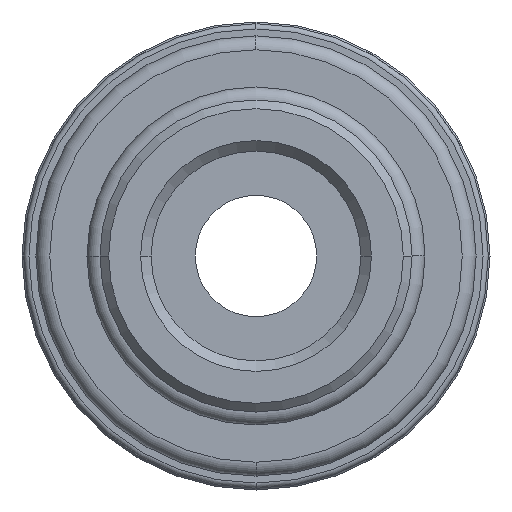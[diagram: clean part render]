
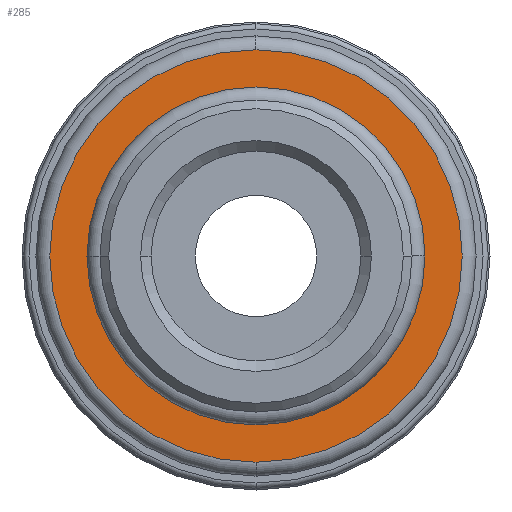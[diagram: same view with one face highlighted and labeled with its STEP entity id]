
A CAD part, front view. The second image highlights one B-rep face of the part: STEP entity #285.
In plain terms, the highlighted planar face has unit normal (0, -1, 0).
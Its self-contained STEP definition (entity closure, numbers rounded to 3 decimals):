
#285=ADVANCED_FACE('',(#634,#635),#636,.T.);
#634=FACE_BOUND('',#1043,.T.);
#635=FACE_OUTER_BOUND('',#1044,.T.);
#636=PLANE('',#1045);
#1043=EDGE_LOOP('',(#1790,#1791,#1792));
#1044=EDGE_LOOP('',(#1793,#1794,#1795));
#1045=AXIS2_PLACEMENT_3D('',#1796,#1797,#1798);
#1790=ORIENTED_EDGE('',*,*,#2579,.T.);
#1791=ORIENTED_EDGE('',*,*,#2580,.T.);
#1792=ORIENTED_EDGE('',*,*,#2581,.T.);
#1793=ORIENTED_EDGE('',*,*,#2582,.F.);
#1794=ORIENTED_EDGE('',*,*,#2583,.F.);
#1795=ORIENTED_EDGE('',*,*,#2394,.F.);
#1796=CARTESIAN_POINT('',(10.45,2.5,0.0));
#1797=DIRECTION('',(-0.0,-1.0,-0.0));
#1798=DIRECTION('',(-1.0,0.0,0.0));
#2394=EDGE_CURVE('',#2868,#2861,#2870,.T.);
#2579=EDGE_CURVE('',#3137,#3138,#3139,.T.);
#2580=EDGE_CURVE('',#3138,#3140,#3141,.T.);
#2581=EDGE_CURVE('',#3140,#3137,#3142,.T.);
#2582=EDGE_CURVE('',#3143,#2868,#3144,.T.);
#2583=EDGE_CURVE('',#2861,#3143,#3145,.T.);
#2861=VERTEX_POINT('',#3600);
#2868=VERTEX_POINT('',#3607);
#2870=CIRCLE('',#3609,11.9);
#3137=VERTEX_POINT('',#3966);
#3138=VERTEX_POINT('',#3967);
#3139=CIRCLE('',#3968,9.75);
#3140=VERTEX_POINT('',#3969);
#3141=CIRCLE('',#3970,9.75);
#3142=CIRCLE('',#3971,9.75);
#3143=VERTEX_POINT('',#3972);
#3144=CIRCLE('',#3973,11.9);
#3145=CIRCLE('',#3974,11.9);
#3600=CARTESIAN_POINT('',(0.,2.5,11.9));
#3607=CARTESIAN_POINT('',(0.,2.5,-11.9));
#3609=AXIS2_PLACEMENT_3D('',#4338,#4339,#4340);
#3966=CARTESIAN_POINT('',(0.,2.5,9.75));
#3967=CARTESIAN_POINT('',(9.75,2.5,0.));
#3968=AXIS2_PLACEMENT_3D('',#4667,#4668,#4669);
#3969=CARTESIAN_POINT('',(-9.75,2.5,0.));
#3970=AXIS2_PLACEMENT_3D('',#4670,#4671,#4672);
#3971=AXIS2_PLACEMENT_3D('',#4673,#4674,#4675);
#3972=CARTESIAN_POINT('',(11.9,2.5,0.0));
#3973=AXIS2_PLACEMENT_3D('',#4676,#4677,#4678);
#3974=AXIS2_PLACEMENT_3D('',#4679,#4680,#4681);
#4338=CARTESIAN_POINT('',(0.0,2.5,0.0));
#4339=DIRECTION('',(-0.0,1.0,0.0));
#4340=DIRECTION('',(1.0,0.0,0.0));
#4667=CARTESIAN_POINT('',(0.0,2.5,0.0));
#4668=DIRECTION('',(0.0,1.0,0.0));
#4669=DIRECTION('',(0.0,0.0,-1.0));
#4670=CARTESIAN_POINT('',(0.0,2.5,0.0));
#4671=DIRECTION('',(0.0,1.0,0.0));
#4672=DIRECTION('',(0.0,0.0,-1.0));
#4673=CARTESIAN_POINT('',(0.0,2.5,0.0));
#4674=DIRECTION('',(0.0,1.0,0.0));
#4675=DIRECTION('',(0.0,0.0,-1.0));
#4676=CARTESIAN_POINT('',(0.0,2.5,0.0));
#4677=DIRECTION('',(-0.0,1.0,0.0));
#4678=DIRECTION('',(1.0,0.0,0.0));
#4679=CARTESIAN_POINT('',(0.0,2.5,0.0));
#4680=DIRECTION('',(-0.0,1.0,0.0));
#4681=DIRECTION('',(1.0,0.0,0.0));
